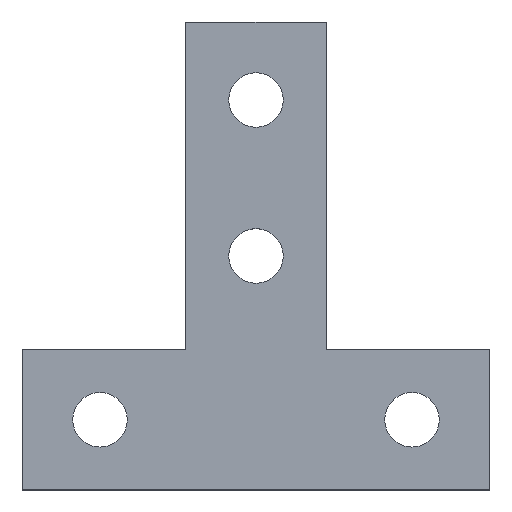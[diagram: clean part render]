
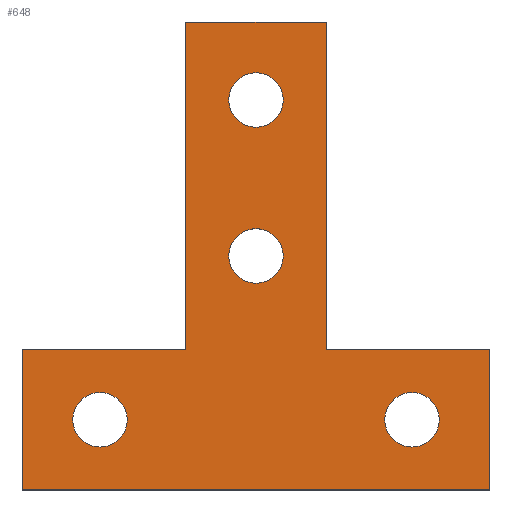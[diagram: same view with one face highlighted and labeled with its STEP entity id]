
A CAD part, top view. The second image highlights one B-rep face of the part: STEP entity #648.
In plain terms, the highlighted planar face has unit normal (0, 0, 1).
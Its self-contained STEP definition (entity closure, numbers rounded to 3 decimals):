
#3 = CARTESIAN_POINT ( 'NONE',  ( 16.5, 9., 2.5 ) ) ;
#4 = ORIENTED_EDGE ( 'NONE', *, *, #446, .T. ) ;
#11 = CARTESIAN_POINT ( 'NONE',  ( 20., 9., 2.5 ) ) ;
#16 = ORIENTED_EDGE ( 'NONE', *, *, #83, .F. ) ;
#24 = CARTESIAN_POINT ( 'NONE',  ( -3.5, 30., 2.5 ) ) ;
#26 = CARTESIAN_POINT ( 'NONE',  ( -30., 18., 2.5 ) ) ;
#29 = VERTEX_POINT ( 'NONE', #3 ) ;
#32 = EDGE_CURVE ( 'NONE', #112, #77, #408, .T. ) ;
#37 = ORIENTED_EDGE ( 'NONE', *, *, #322, .T. ) ;
#38 = LINE ( 'NONE', #87, #114 ) ;
#44 = DIRECTION ( 'NONE',  ( 0., 1., 0. ) ) ;
#45 = VERTEX_POINT ( 'NONE', #416 ) ;
#46 = DIRECTION ( 'NONE',  ( 1., 0., 0. ) ) ;
#49 = VECTOR ( 'NONE', #404, 1000. ) ;
#50 = EDGE_CURVE ( 'NONE', #45, #347, #302, .T. ) ;
#52 = VERTEX_POINT ( 'NONE', #514 ) ;
#66 = ORIENTED_EDGE ( 'NONE', *, *, #104, .T. ) ;
#73 = LINE ( 'NONE', #584, #105 ) ;
#74 = DIRECTION ( 'NONE',  ( 0., 0., 1. ) ) ;
#75 = AXIS2_PLACEMENT_3D ( 'NONE', #611, #203, #46 ) ;
#77 = VERTEX_POINT ( 'NONE', #558 ) ;
#83 = EDGE_CURVE ( 'NONE', #110, #660, #96, .T. ) ;
#87 = CARTESIAN_POINT ( 'NONE',  ( 9., 60., 2.5 ) ) ;
#93 = DIRECTION ( 'NONE',  ( 0., 0., 1. ) ) ;
#96 = CIRCLE ( 'NONE', #430, 3.5 ) ;
#99 = VERTEX_POINT ( 'NONE', #154 ) ;
#103 = FACE_BOUND ( 'NONE', #413, .T. ) ;
#104 = EDGE_CURVE ( 'NONE', #248, #112, #357, .T. ) ;
#105 = VECTOR ( 'NONE', #327, 1000. ) ;
#107 = ORIENTED_EDGE ( 'NONE', *, *, #50, .T. ) ;
#109 = FACE_BOUND ( 'NONE', #662, .T. ) ;
#110 = VERTEX_POINT ( 'NONE', #172 ) ;
#112 = VERTEX_POINT ( 'NONE', #536 ) ;
#114 = VECTOR ( 'NONE', #44, 1000. ) ;
#122 = VERTEX_POINT ( 'NONE', #24 ) ;
#146 = EDGE_CURVE ( 'NONE', #169, #248, #73, .T. ) ;
#148 = ORIENTED_EDGE ( 'NONE', *, *, #256, .F. ) ;
#153 = DIRECTION ( 'NONE',  ( 1., 0., 0. ) ) ;
#154 = CARTESIAN_POINT ( 'NONE',  ( 3.5, 50., 2.5 ) ) ;
#155 = CIRCLE ( 'NONE', #241, 3.5 ) ;
#157 = DIRECTION ( 'NONE',  ( -1., 0., 0. ) ) ;
#165 = DIRECTION ( 'NONE',  ( -1., 0., 0. ) ) ;
#169 = VERTEX_POINT ( 'NONE', #26 ) ;
#172 = CARTESIAN_POINT ( 'NONE',  ( -16.5, 9., 2.5 ) ) ;
#179 = DIRECTION ( 'NONE',  ( 1., 0., 0. ) ) ;
#197 = EDGE_CURVE ( 'NONE', #29, #217, #155, .T. ) ;
#201 = VECTOR ( 'NONE', #165, 1000. ) ;
#203 = DIRECTION ( 'NONE',  ( 0., 0., 1. ) ) ;
#204 = DIRECTION ( 'NONE',  ( 0., 0., 1. ) ) ;
#205 = ORIENTED_EDGE ( 'NONE', *, *, #146, .T. ) ;
#206 = LINE ( 'NONE', #406, #473 ) ;
#211 = DIRECTION ( 'NONE',  ( 1., 0., 0. ) ) ;
#217 = VERTEX_POINT ( 'NONE', #531 ) ;
#232 = AXIS2_PLACEMENT_3D ( 'NONE', #337, #276, #603 ) ;
#241 = AXIS2_PLACEMENT_3D ( 'NONE', #11, #93, #368 ) ;
#248 = VERTEX_POINT ( 'NONE', #588 ) ;
#256 = EDGE_CURVE ( 'NONE', #217, #29, #494, .T. ) ;
#257 = PLANE ( 'NONE',  #289 ) ;
#262 = EDGE_CURVE ( 'NONE', #99, #489, #369, .T. ) ;
#267 = CARTESIAN_POINT ( 'NONE',  ( 9., 60., 2.5 ) ) ;
#273 = ORIENTED_EDGE ( 'NONE', *, *, #304, .F. ) ;
#276 = DIRECTION ( 'NONE',  ( 0., 0., 1. ) ) ;
#279 = ORIENTED_EDGE ( 'NONE', *, *, #599, .F. ) ;
#289 = AXIS2_PLACEMENT_3D ( 'NONE', #308, #623, #153 ) ;
#292 = EDGE_LOOP ( 'NONE', ( #333, #326 ) ) ;
#297 = CARTESIAN_POINT ( 'NONE',  ( -20., 9., 2.5 ) ) ;
#302 = LINE ( 'NONE', #360, #49 ) ;
#303 = CIRCLE ( 'NONE', #232, 3.5 ) ;
#304 = EDGE_CURVE ( 'NONE', #122, #52, #621, .T. ) ;
#306 = FACE_BOUND ( 'NONE', #563, .T. ) ;
#308 = CARTESIAN_POINT ( 'NONE',  ( 0., 0., 2.5 ) ) ;
#312 = AXIS2_PLACEMENT_3D ( 'NONE', #631, #330, #211 ) ;
#317 = LINE ( 'NONE', #627, #201 ) ;
#322 = EDGE_CURVE ( 'NONE', #347, #169, #317, .T. ) ;
#326 = ORIENTED_EDGE ( 'NONE', *, *, #262, .F. ) ;
#327 = DIRECTION ( 'NONE',  ( 0., -1., 0. ) ) ;
#328 = CARTESIAN_POINT ( 'NONE',  ( 0., 30., 2.5 ) ) ;
#329 = VERTEX_POINT ( 'NONE', #267 ) ;
#330 = DIRECTION ( 'NONE',  ( 0., 0., 1. ) ) ;
#333 = ORIENTED_EDGE ( 'NONE', *, *, #402, .F. ) ;
#334 = VECTOR ( 'NONE', #618, 1000. ) ;
#337 = CARTESIAN_POINT ( 'NONE',  ( 0., 50., 2.5 ) ) ;
#347 = VERTEX_POINT ( 'NONE', #488 ) ;
#351 = ORIENTED_EDGE ( 'NONE', *, *, #628, .T. ) ;
#357 = LINE ( 'NONE', #516, #454 ) ;
#360 = CARTESIAN_POINT ( 'NONE',  ( -9., 18., 2.5 ) ) ;
#368 = DIRECTION ( 'NONE',  ( 1., 0., 0. ) ) ;
#369 = CIRCLE ( 'NONE', #312, 3.5 ) ;
#371 = EDGE_LOOP ( 'NONE', ( #453, #613, #4, #351, #107, #37, #205, #66 ) ) ;
#376 = CARTESIAN_POINT ( 'NONE',  ( 20., 9., 2.5 ) ) ;
#380 = DIRECTION ( 'NONE',  ( 0., 0., 1. ) ) ;
#396 = AXIS2_PLACEMENT_3D ( 'NONE', #376, #74, #543 ) ;
#402 = EDGE_CURVE ( 'NONE', #489, #99, #303, .T. ) ;
#404 = DIRECTION ( 'NONE',  ( 0., -1., 0. ) ) ;
#406 = CARTESIAN_POINT ( 'NONE',  ( -9., 60., 2.5 ) ) ;
#407 = AXIS2_PLACEMENT_3D ( 'NONE', #644, #500, #503 ) ;
#408 = LINE ( 'NONE', #461, #334 ) ;
#413 = EDGE_LOOP ( 'NONE', ( #273, #657 ) ) ;
#416 = CARTESIAN_POINT ( 'NONE',  ( -9., 60., 2.5 ) ) ;
#428 = ORIENTED_EDGE ( 'NONE', *, *, #197, .F. ) ;
#430 = AXIS2_PLACEMENT_3D ( 'NONE', #297, #204, #569 ) ;
#434 = EDGE_CURVE ( 'NONE', #52, #122, #632, .T. ) ;
#446 = EDGE_CURVE ( 'NONE', #594, #329, #38, .T. ) ;
#452 = CARTESIAN_POINT ( 'NONE',  ( 9., 18., 2.5 ) ) ;
#453 = ORIENTED_EDGE ( 'NONE', *, *, #32, .T. ) ;
#454 = VECTOR ( 'NONE', #566, 1000. ) ;
#456 = LINE ( 'NONE', #452, #467 ) ;
#461 = CARTESIAN_POINT ( 'NONE',  ( 30., 18., 2.5 ) ) ;
#467 = VECTOR ( 'NONE', #647, 1000. ) ;
#469 = EDGE_CURVE ( 'NONE', #77, #594, #456, .T. ) ;
#473 = VECTOR ( 'NONE', #157, 1000. ) ;
#474 = CARTESIAN_POINT ( 'NONE',  ( -23.5, 9., 2.5 ) ) ;
#488 = CARTESIAN_POINT ( 'NONE',  ( -9., 18., 2.5 ) ) ;
#489 = VERTEX_POINT ( 'NONE', #645 ) ;
#494 = CIRCLE ( 'NONE', #396, 3.5 ) ;
#500 = DIRECTION ( 'NONE',  ( 0., 0., 1. ) ) ;
#503 = DIRECTION ( 'NONE',  ( 1., 0., 0. ) ) ;
#507 = CARTESIAN_POINT ( 'NONE',  ( 9., 18., 2.5 ) ) ;
#514 = CARTESIAN_POINT ( 'NONE',  ( 3.5, 30., 2.5 ) ) ;
#516 = CARTESIAN_POINT ( 'NONE',  ( -30., 0., 2.5 ) ) ;
#522 = AXIS2_PLACEMENT_3D ( 'NONE', #328, #380, #179 ) ;
#531 = CARTESIAN_POINT ( 'NONE',  ( 23.5, 9., 2.5 ) ) ;
#536 = CARTESIAN_POINT ( 'NONE',  ( 30., 0., 2.5 ) ) ;
#543 = DIRECTION ( 'NONE',  ( 1., 0., 0. ) ) ;
#558 = CARTESIAN_POINT ( 'NONE',  ( 30., 18., 2.5 ) ) ;
#562 = FACE_BOUND ( 'NONE', #292, .T. ) ;
#563 = EDGE_LOOP ( 'NONE', ( #279, #16 ) ) ;
#566 = DIRECTION ( 'NONE',  ( 1., 0., 0. ) ) ;
#568 = FACE_OUTER_BOUND ( 'NONE', #371, .T. ) ;
#569 = DIRECTION ( 'NONE',  ( 1., 0., 0. ) ) ;
#584 = CARTESIAN_POINT ( 'NONE',  ( -30., 0., 2.5 ) ) ;
#588 = CARTESIAN_POINT ( 'NONE',  ( -30., 0., 2.5 ) ) ;
#594 = VERTEX_POINT ( 'NONE', #507 ) ;
#599 = EDGE_CURVE ( 'NONE', #660, #110, #650, .T. ) ;
#603 = DIRECTION ( 'NONE',  ( 1., 0., 0. ) ) ;
#611 = CARTESIAN_POINT ( 'NONE',  ( -20., 9., 2.5 ) ) ;
#613 = ORIENTED_EDGE ( 'NONE', *, *, #469, .T. ) ;
#618 = DIRECTION ( 'NONE',  ( 0., 1., 0. ) ) ;
#621 = CIRCLE ( 'NONE', #522, 3.5 ) ;
#623 = DIRECTION ( 'NONE',  ( 0., 0., 1. ) ) ;
#627 = CARTESIAN_POINT ( 'NONE',  ( -30., 18., 2.5 ) ) ;
#628 = EDGE_CURVE ( 'NONE', #329, #45, #206, .T. ) ;
#631 = CARTESIAN_POINT ( 'NONE',  ( 0., 50., 2.5 ) ) ;
#632 = CIRCLE ( 'NONE', #407, 3.5 ) ;
#644 = CARTESIAN_POINT ( 'NONE',  ( 0., 30., 2.5 ) ) ;
#645 = CARTESIAN_POINT ( 'NONE',  ( -3.5, 50., 2.5 ) ) ;
#647 = DIRECTION ( 'NONE',  ( -1., 0., 0. ) ) ;
#648 = ADVANCED_FACE ( 'NONE', ( #306, #562, #568, #103, #109 ), #257, .T. ) ;
#650 = CIRCLE ( 'NONE', #75, 3.5 ) ;
#657 = ORIENTED_EDGE ( 'NONE', *, *, #434, .F. ) ;
#660 = VERTEX_POINT ( 'NONE', #474 ) ;
#662 = EDGE_LOOP ( 'NONE', ( #428, #148 ) ) ;
